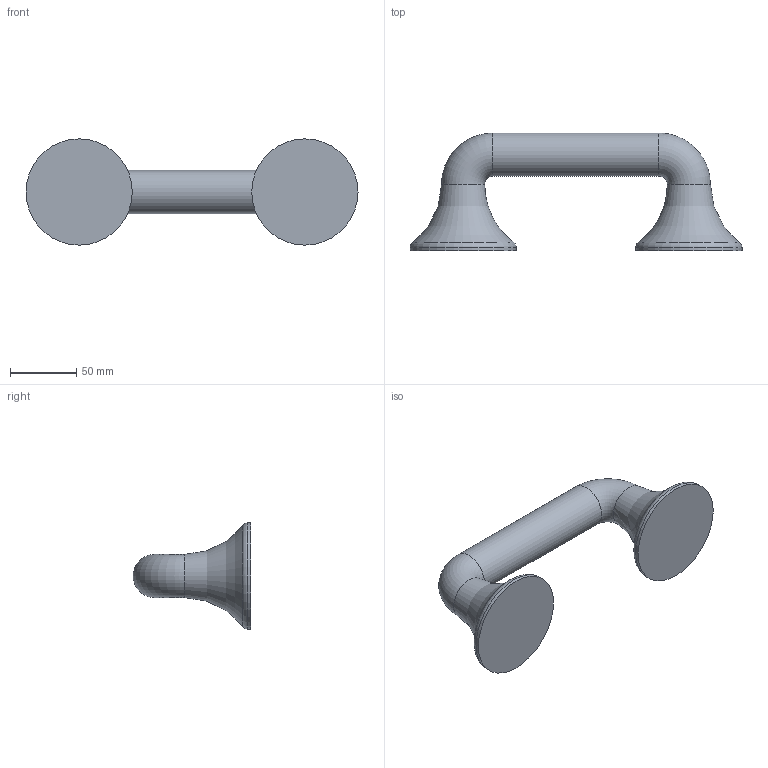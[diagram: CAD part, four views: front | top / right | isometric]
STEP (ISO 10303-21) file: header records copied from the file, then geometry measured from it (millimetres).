
FILE_DESCRIPTION(/* description */ ('STEP AP242','CAx-IF Rec.Pracs.---Representation and Presentation of Product Manufacturing Information (PMI)---4.0---2014-10-13','CAx-IF Rec.Pracs.---3D Tessellated Geometry---0.4---2014-09-14','2;1'),/* implementation_level */ '2;1');
FILE_NAME(/* name */ '658448b695c19012d04d875a',/* time_stamp */ '2023-12-21T14:16:22Z',/* author */ (''),/* organization */ (''),/* preprocessor_version */ 'ST-DEVELOPER v19.4',/* originating_system */ ' ',/* authorisation */ ' ');
FILE_SCHEMA (('AP242_MANAGED_MODEL_BASED_3D_ENGINEERING_MIM_LF { 1 0 10303 442 1 1 4 }'));
Length unit declared in the file: metre
Products named in the file (6): 3DPPUB1
Bounding box: 250 x 88.75 x 80 mm (x, y, z)
Volume: 378694.6 mm3; surface area: 48589.3 mm2
Topology: 1 solids, 1 shells, 11 faces, 28 edges, 24 vertices
Faces by surface type: torus 6, cylinder 3, plane 2
Full cylindrical faces by diameter (mm): 32.5 x1, 80 x2
Entity records: 409 total; most frequent: DIRECTION 61, CARTESIAN_POINT 42, AXIS2_PLACEMENT_3D 29, ORIENTED_EDGE 20, EDGE_LOOP 20, FACE_BOUND 20, CIRCLE 12, ADVANCED_FACE 11
